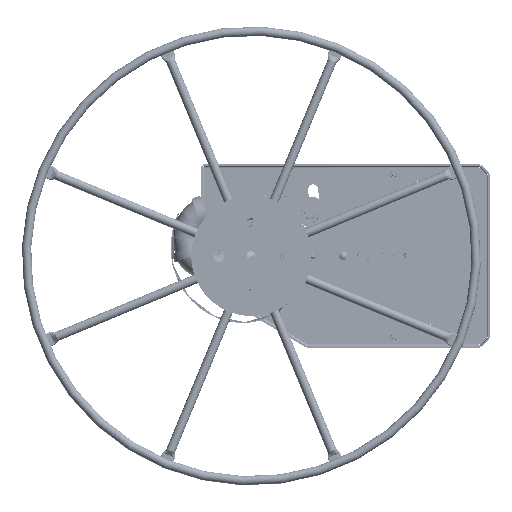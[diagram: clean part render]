
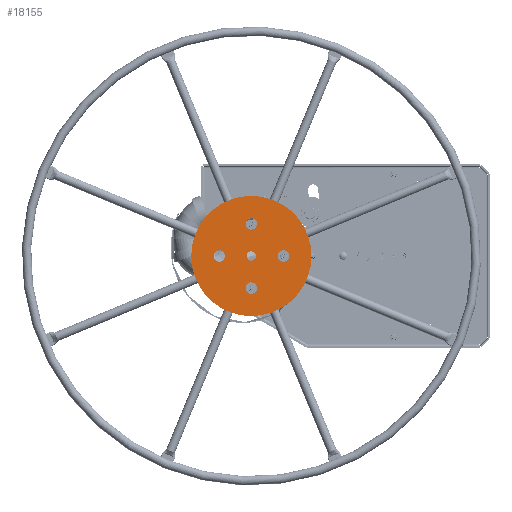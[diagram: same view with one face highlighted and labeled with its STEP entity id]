
A CAD part, left-side view. The second image highlights one B-rep face of the part: STEP entity #18155.
In plain terms, the highlighted face is planar.
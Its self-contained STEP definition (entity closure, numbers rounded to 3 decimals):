
#17832=CARTESIAN_POINT('',(0.,0.,-3.));
#17833=DIRECTION('',(0.,0.,1.));
#17834=DIRECTION('',(1.,0.,0.));
#17835=AXIS2_PLACEMENT_3D('',#17832,#17833,#17834);
#17840=CARTESIAN_POINT('',(0.,0.,-3.));
#17841=DIRECTION('',(0.,0.,1.));
#17842=DIRECTION('',(-1.,0.,0.));
#17843=AXIS2_PLACEMENT_3D('',#17840,#17841,#17842);
#17848=CARTESIAN_POINT('',(0.,0.,-3.));
#17849=DIRECTION('',(0.,0.,-1.));
#17850=DIRECTION('',(1.,0.,0.));
#17851=AXIS2_PLACEMENT_3D('',#17848,#17849,#17850);
#17856=CARTESIAN_POINT('',(0.,0.,-3.));
#17857=DIRECTION('',(0.,0.,-1.));
#17858=DIRECTION('',(-1.,0.,0.));
#17859=AXIS2_PLACEMENT_3D('',#17856,#17857,#17858);
#17864=CARTESIAN_POINT('',(0.,70.,-3.));
#17865=DIRECTION('',(0.,0.,-1.));
#17866=DIRECTION('',(-1.,0.,0.));
#17867=AXIS2_PLACEMENT_3D('',#17864,#17865,#17866);
#17872=CARTESIAN_POINT('',(0.,70.,-3.));
#17873=DIRECTION('',(0.,0.,-1.));
#17874=DIRECTION('',(1.,0.,0.));
#17875=AXIS2_PLACEMENT_3D('',#17872,#17873,#17874);
#17880=CARTESIAN_POINT('',(70.,0.,-3.));
#17881=DIRECTION('',(0.,0.,-1.));
#17882=DIRECTION('',(0.,1.,0.));
#17883=AXIS2_PLACEMENT_3D('',#17880,#17881,#17882);
#17888=CARTESIAN_POINT('',(70.,0.,-3.));
#17889=DIRECTION('',(0.,0.,-1.));
#17890=DIRECTION('',(0.,-1.,0.));
#17891=AXIS2_PLACEMENT_3D('',#17888,#17889,#17890);
#17896=CARTESIAN_POINT('',(0.,-70.,-3.));
#17897=DIRECTION('',(0.,0.,-1.));
#17898=DIRECTION('',(1.,0.,0.));
#17899=AXIS2_PLACEMENT_3D('',#17896,#17897,#17898);
#17904=CARTESIAN_POINT('',(0.,-70.,-3.));
#17905=DIRECTION('',(0.,0.,-1.));
#17906=DIRECTION('',(-1.,0.,0.));
#17907=AXIS2_PLACEMENT_3D('',#17904,#17905,#17906);
#17912=CARTESIAN_POINT('',(-70.,0.,-3.));
#17913=DIRECTION('',(0.,0.,-1.));
#17914=DIRECTION('',(0.,-1.,0.));
#17915=AXIS2_PLACEMENT_3D('',#17912,#17913,#17914);
#17920=CARTESIAN_POINT('',(-70.,0.,-3.));
#17921=DIRECTION('',(0.,0.,-1.));
#17922=DIRECTION('',(0.,1.,0.));
#17923=AXIS2_PLACEMENT_3D('',#17920,#17921,#17922);
#18006=CARTESIAN_POINT('',(131.,0.,-3.));
#18007=CARTESIAN_POINT('',(-131.,0.,-3.));
#18008=VERTEX_POINT('',#18006);
#18009=VERTEX_POINT('',#18007);
#18010=CARTESIAN_POINT('',(10.,0.,-3.));
#18011=CARTESIAN_POINT('',(-10.,0.,-3.));
#18012=VERTEX_POINT('',#18010);
#18013=VERTEX_POINT('',#18011);
#18018=CARTESIAN_POINT('',(-12.5,70.,-3.));
#18019=CARTESIAN_POINT('',(12.5,70.,-3.));
#18020=VERTEX_POINT('',#18018);
#18021=VERTEX_POINT('',#18019);
#18026=CARTESIAN_POINT('',(70.,12.5,-3.));
#18027=CARTESIAN_POINT('',(70.,-12.5,-3.));
#18028=VERTEX_POINT('',#18026);
#18029=VERTEX_POINT('',#18027);
#18034=CARTESIAN_POINT('',(12.5,-70.,-3.));
#18035=CARTESIAN_POINT('',(-12.5,-70.,-3.));
#18036=VERTEX_POINT('',#18034);
#18037=VERTEX_POINT('',#18035);
#18042=CARTESIAN_POINT('',(-70.,-12.5,-3.));
#18043=CARTESIAN_POINT('',(-70.,12.5,-3.));
#18044=VERTEX_POINT('',#18042);
#18045=VERTEX_POINT('',#18043);
#18116=CARTESIAN_POINT('',(0.,0.,-3.));
#18117=DIRECTION('',(0.,0.,1.));
#18118=DIRECTION('',(1.,0.,0.));
#18119=AXIS2_PLACEMENT_3D('',#18116,#18117,#18118);
#18120=PLANE('',#18119);
#18121=ORIENTED_EDGE('',*,*,#18096,.T.);
#18122=ORIENTED_EDGE('',*,*,#18110,.T.);
#18123=EDGE_LOOP('',(#18121,#18122));
#18124=FACE_OUTER_BOUND('',#18123,.F.);
#18126=ORIENTED_EDGE('',*,*,#18125,.T.);
#18128=ORIENTED_EDGE('',*,*,#18127,.T.);
#18129=EDGE_LOOP('',(#18126,#18128));
#18130=FACE_BOUND('',#18129,.F.);
#18132=ORIENTED_EDGE('',*,*,#18131,.T.);
#18134=ORIENTED_EDGE('',*,*,#18133,.T.);
#18135=EDGE_LOOP('',(#18132,#18134));
#18136=FACE_BOUND('',#18135,.F.);
#18138=ORIENTED_EDGE('',*,*,#18137,.T.);
#18140=ORIENTED_EDGE('',*,*,#18139,.T.);
#18141=EDGE_LOOP('',(#18138,#18140));
#18142=FACE_BOUND('',#18141,.F.);
#18144=ORIENTED_EDGE('',*,*,#18143,.T.);
#18146=ORIENTED_EDGE('',*,*,#18145,.T.);
#18147=EDGE_LOOP('',(#18144,#18146));
#18148=FACE_BOUND('',#18147,.F.);
#18150=ORIENTED_EDGE('',*,*,#18149,.T.);
#18152=ORIENTED_EDGE('',*,*,#18151,.T.);
#18153=EDGE_LOOP('',(#18150,#18152));
#18154=FACE_BOUND('',#18153,.F.);
#18155=ADVANCED_FACE('',(#18124,#18130,#18136,#18142,#18148,#18154),#18120,.F.);
#17836=CIRCLE('',#17835,131.);
#17844=CIRCLE('',#17843,131.);
#17852=CIRCLE('',#17851,10.);
#17860=CIRCLE('',#17859,10.);
#17868=CIRCLE('',#17867,12.5);
#17876=CIRCLE('',#17875,12.5);
#17884=CIRCLE('',#17883,12.5);
#17892=CIRCLE('',#17891,12.5);
#17900=CIRCLE('',#17899,12.5);
#17908=CIRCLE('',#17907,12.5);
#17916=CIRCLE('',#17915,12.5);
#17924=CIRCLE('',#17923,12.5);
#18096=EDGE_CURVE('',#18008,#18009,#17836,.T.);
#18110=EDGE_CURVE('',#18009,#18008,#17844,.T.);
#18125=EDGE_CURVE('',#18012,#18013,#17852,.T.);
#18127=EDGE_CURVE('',#18013,#18012,#17860,.T.);
#18131=EDGE_CURVE('',#18020,#18021,#17868,.T.);
#18133=EDGE_CURVE('',#18021,#18020,#17876,.T.);
#18137=EDGE_CURVE('',#18028,#18029,#17884,.T.);
#18139=EDGE_CURVE('',#18029,#18028,#17892,.T.);
#18143=EDGE_CURVE('',#18036,#18037,#17900,.T.);
#18145=EDGE_CURVE('',#18037,#18036,#17908,.T.);
#18149=EDGE_CURVE('',#18044,#18045,#17916,.T.);
#18151=EDGE_CURVE('',#18045,#18044,#17924,.T.);
